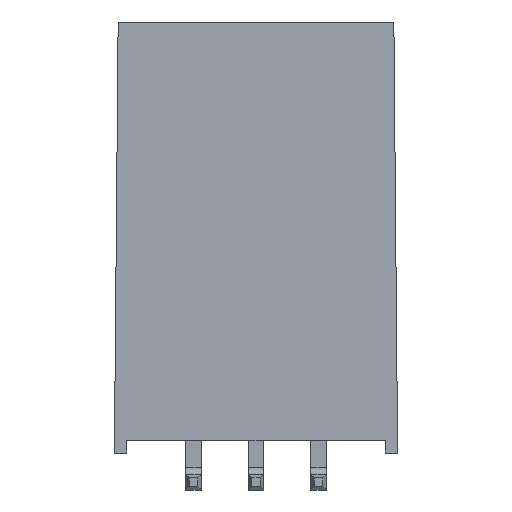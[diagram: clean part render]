
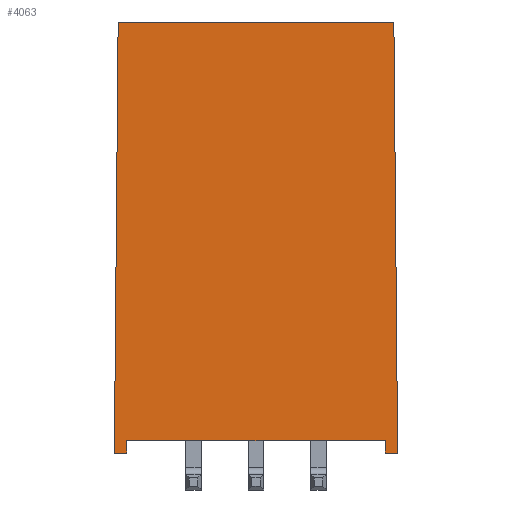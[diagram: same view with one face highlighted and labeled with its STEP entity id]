
A CAD part, front view. The second image highlights one B-rep face of the part: STEP entity #4063.
In plain terms, the highlighted face is planar.
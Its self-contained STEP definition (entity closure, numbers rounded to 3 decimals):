
#4 = VERTEX_POINT ( 'NONE', #3269 ) ;
#301 = AXIS2_PLACEMENT_3D ( 'NONE', #7090, #8267, #6465 ) ;
#373 = EDGE_LOOP ( 'NONE', ( #1942, #5508, #6168, #5131, #1003, #2094, #8058, #6518 ) ) ;
#386 = DIRECTION ( 'NONE',  ( 1., 0., 0. ) ) ;
#394 = CARTESIAN_POINT ( 'NONE',  ( 5.246, 17., 4.246 ) ) ;
#438 = EDGE_CURVE ( 'NONE', #4, #7537, #1011, .T. ) ;
#441 = LINE ( 'NONE', #6285, #7120 ) ;
#560 = LINE ( 'NONE', #5642, #2266 ) ;
#570 = CARTESIAN_POINT ( 'NONE',  ( 5.75, 17.5, 4.25 ) ) ;
#832 = CARTESIAN_POINT ( 'NONE',  ( -5.246, 17., 4.246 ) ) ;
#937 = CARTESIAN_POINT ( 'NONE',  ( 5.25, 17.5, 4.25 ) ) ;
#1003 = ORIENTED_EDGE ( 'NONE', *, *, #7247, .T. ) ;
#1011 = LINE ( 'NONE', #7442, #4540 ) ;
#1143 = LINE ( 'NONE', #4446, #3375 ) ;
#1605 = EDGE_CURVE ( 'NONE', #2829, #8245, #1143, .T. ) ;
#1643 = VERTEX_POINT ( 'NONE', #5761 ) ;
#1737 = LINE ( 'NONE', #5076, #4688 ) ;
#1942 = ORIENTED_EDGE ( 'NONE', *, *, #8218, .F. ) ;
#2094 = ORIENTED_EDGE ( 'NONE', *, *, #7496, .F. ) ;
#2259 = VERTEX_POINT ( 'NONE', #570 ) ;
#2266 = VECTOR ( 'NONE', #3134, 1000. ) ;
#2370 = CARTESIAN_POINT ( 'NONE',  ( 5.597, 0., 4.097 ) ) ;
#2395 = VECTOR ( 'NONE', #6106, 1000. ) ;
#2713 = EDGE_CURVE ( 'NONE', #2829, #4493, #8203, .T. ) ;
#2829 = VERTEX_POINT ( 'NONE', #4496 ) ;
#2873 = VECTOR ( 'NONE', #3732, 1000. ) ;
#3103 = DIRECTION ( 'NONE',  ( 0.009, 1., 0.009 ) ) ;
#3120 = FACE_OUTER_BOUND ( 'NONE', #373, .T. ) ;
#3134 = DIRECTION ( 'NONE',  ( 1., 0., 0. ) ) ;
#3269 = CARTESIAN_POINT ( 'NONE',  ( 5.25, 17.5, 4.25 ) ) ;
#3375 = VECTOR ( 'NONE', #7604, 1000. ) ;
#3533 = CARTESIAN_POINT ( 'NONE',  ( -5.75, 17.5, 4.25 ) ) ;
#3732 = DIRECTION ( 'NONE',  ( 1., 0., 0. ) ) ;
#4063 = ADVANCED_FACE ( 'NONE', ( #3120 ), #5712, .T. ) ;
#4446 = CARTESIAN_POINT ( 'NONE',  ( -5.597, 0., 4.097 ) ) ;
#4493 = VERTEX_POINT ( 'NONE', #2370 ) ;
#4496 = CARTESIAN_POINT ( 'NONE',  ( -5.597, 0., 4.097 ) ) ;
#4540 = VECTOR ( 'NONE', #5422, 1000. ) ;
#4688 = VECTOR ( 'NONE', #386, 1000. ) ;
#5009 = CARTESIAN_POINT ( 'NONE',  ( -5.597, 0., 4.097 ) ) ;
#5076 = CARTESIAN_POINT ( 'NONE',  ( -5.246, 17., 4.246 ) ) ;
#5131 = ORIENTED_EDGE ( 'NONE', *, *, #2713, .T. ) ;
#5272 = DIRECTION ( 'NONE',  ( 0.009, -1., -0.009 ) ) ;
#5422 = DIRECTION ( 'NONE',  ( -0.009, -1., -0.009 ) ) ;
#5508 = ORIENTED_EDGE ( 'NONE', *, *, #7665, .F. ) ;
#5642 = CARTESIAN_POINT ( 'NONE',  ( -5.75, 17.5, 4.25 ) ) ;
#5712 = PLANE ( 'NONE',  #301 ) ;
#5761 = CARTESIAN_POINT ( 'NONE',  ( -5.25, 17.5, 4.25 ) ) ;
#6106 = DIRECTION ( 'NONE',  ( 1., 0., 0. ) ) ;
#6144 = VERTEX_POINT ( 'NONE', #832 ) ;
#6168 = ORIENTED_EDGE ( 'NONE', *, *, #1605, .F. ) ;
#6285 = CARTESIAN_POINT ( 'NONE',  ( 5.597, 0., 4.097 ) ) ;
#6465 = DIRECTION ( 'NONE',  ( -1., 0., 0. ) ) ;
#6518 = ORIENTED_EDGE ( 'NONE', *, *, #8005, .F. ) ;
#6818 = LINE ( 'NONE', #937, #2395 ) ;
#7090 = CARTESIAN_POINT ( 'NONE',  ( -7.021, 17.5, 4.25 ) ) ;
#7120 = VECTOR ( 'NONE', #3103, 1000. ) ;
#7247 = EDGE_CURVE ( 'NONE', #4493, #2259, #441, .T. ) ;
#7255 = CARTESIAN_POINT ( 'NONE',  ( -5.25, 17.5, 4.25 ) ) ;
#7295 = LINE ( 'NONE', #7255, #8342 ) ;
#7442 = CARTESIAN_POINT ( 'NONE',  ( 5.25, 17.5, 4.25 ) ) ;
#7496 = EDGE_CURVE ( 'NONE', #4, #2259, #6818, .T. ) ;
#7537 = VERTEX_POINT ( 'NONE', #394 ) ;
#7604 = DIRECTION ( 'NONE',  ( -0.009, 1., 0.009 ) ) ;
#7665 = EDGE_CURVE ( 'NONE', #8245, #1643, #560, .T. ) ;
#8005 = EDGE_CURVE ( 'NONE', #6144, #7537, #1737, .T. ) ;
#8058 = ORIENTED_EDGE ( 'NONE', *, *, #438, .T. ) ;
#8203 = LINE ( 'NONE', #5009, #2873 ) ;
#8218 = EDGE_CURVE ( 'NONE', #1643, #6144, #7295, .T. ) ;
#8245 = VERTEX_POINT ( 'NONE', #3533 ) ;
#8267 = DIRECTION ( 'NONE',  ( 0., -0.009, 1. ) ) ;
#8342 = VECTOR ( 'NONE', #5272, 1000. ) ;
